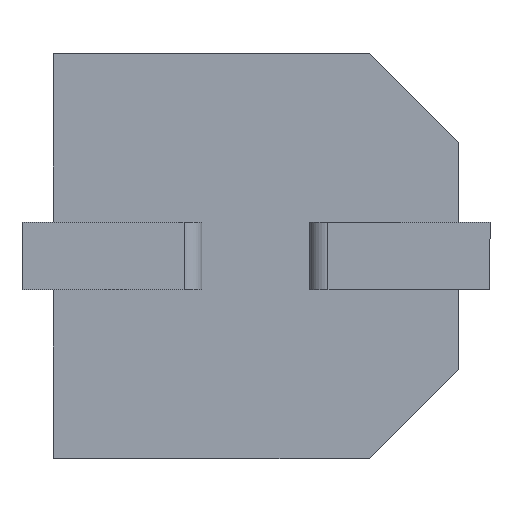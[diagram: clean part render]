
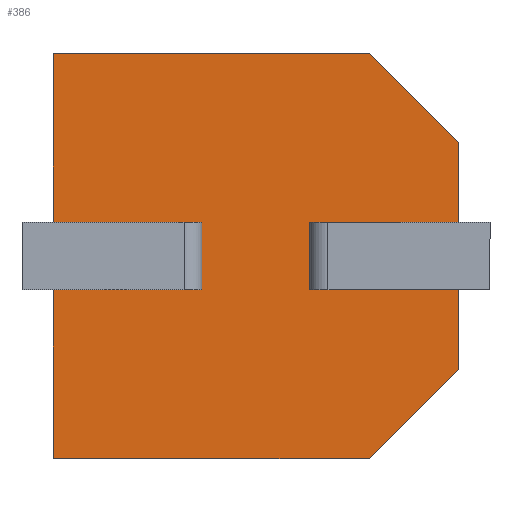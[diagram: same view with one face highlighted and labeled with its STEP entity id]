
A CAD part, front view. The second image highlights one B-rep face of the part: STEP entity #386.
In plain terms, the highlighted planar face has unit normal (0, -1, 0).
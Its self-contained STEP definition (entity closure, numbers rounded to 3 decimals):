
#17 = VECTOR ( 'NONE', #2429, 1000. ) ;
#23 = CARTESIAN_POINT ( 'NONE',  ( 4.5, 0., -3.508 ) ) ;
#164 = CARTESIAN_POINT ( 'NONE',  ( 3.508, 0., 0. ) ) ;
#170 = ORIENTED_EDGE ( 'NONE', *, *, #3505, .F. ) ;
#217 = LINE ( 'NONE', #2959, #17 ) ;
#268 = CARTESIAN_POINT ( 'NONE',  ( 0., 0., -1.875 ) ) ;
#302 = CARTESIAN_POINT ( 'NONE',  ( 0., 0., 0. ) ) ;
#321 = CARTESIAN_POINT ( 'NONE',  ( 3.508, 0., -4.5 ) ) ;
#322 = ORIENTED_EDGE ( 'NONE', *, *, #811, .F. ) ;
#340 = VERTEX_POINT ( 'NONE', #321 ) ;
#386 = ADVANCED_FACE ( 'NONE', ( #2849 ), #975, .F. ) ;
#412 = ORIENTED_EDGE ( 'NONE', *, *, #2674, .T. ) ;
#438 = DIRECTION ( 'NONE',  ( 0., 0., -1. ) ) ;
#447 = CARTESIAN_POINT ( 'NONE',  ( 2.85, 0., -2.625 ) ) ;
#454 = LINE ( 'NONE', #2327, #981 ) ;
#529 = EDGE_CURVE ( 'NONE', #340, #3119, #2585, .T. ) ;
#566 = DIRECTION ( 'NONE',  ( 0., 0., 1. ) ) ;
#584 = VECTOR ( 'NONE', #3355, 1000. ) ;
#647 = DIRECTION ( 'NONE',  ( 0.707, 0., 0.707 ) ) ;
#658 = CARTESIAN_POINT ( 'NONE',  ( 1.65, 0., -1.875 ) ) ;
#672 = CARTESIAN_POINT ( 'NONE',  ( 2.85, 0., -2.625 ) ) ;
#691 = ORIENTED_EDGE ( 'NONE', *, *, #1266, .T. ) ;
#727 = LINE ( 'NONE', #2974, #3261 ) ;
#751 = VECTOR ( 'NONE', #1735, 1000. ) ;
#781 = VERTEX_POINT ( 'NONE', #1249 ) ;
#811 = EDGE_CURVE ( 'NONE', #2815, #3119, #967, .T. ) ;
#841 = CARTESIAN_POINT ( 'NONE',  ( 0., 0., 0. ) ) ;
#850 = ORIENTED_EDGE ( 'NONE', *, *, #1777, .T. ) ;
#895 = EDGE_CURVE ( 'NONE', #2403, #2050, #2899, .T. ) ;
#906 = VERTEX_POINT ( 'NONE', #3449 ) ;
#967 = LINE ( 'NONE', #3129, #1316 ) ;
#971 = DIRECTION ( 'NONE',  ( -0.707, 0., 0.707 ) ) ;
#975 = PLANE ( 'NONE',  #1195 ) ;
#981 = VECTOR ( 'NONE', #971, 1000. ) ;
#997 = VECTOR ( 'NONE', #566, 1000. ) ;
#1067 = DIRECTION ( 'NONE',  ( 0., 0., -1. ) ) ;
#1099 = LINE ( 'NONE', #302, #2515 ) ;
#1181 = LINE ( 'NONE', #1977, #2472 ) ;
#1187 = CARTESIAN_POINT ( 'NONE',  ( 2.85, 0., -1.875 ) ) ;
#1195 = AXIS2_PLACEMENT_3D ( 'NONE', #3385, #1205, #2036 ) ;
#1205 = DIRECTION ( 'NONE',  ( 0., 1., 0. ) ) ;
#1249 = CARTESIAN_POINT ( 'NONE',  ( 4.5, 0., -1.875 ) ) ;
#1266 = EDGE_CURVE ( 'NONE', #2702, #2222, #454, .T. ) ;
#1282 = VECTOR ( 'NONE', #3230, 1000. ) ;
#1316 = VECTOR ( 'NONE', #438, 1000. ) ;
#1332 = LINE ( 'NONE', #3503, #1282 ) ;
#1359 = DIRECTION ( 'NONE',  ( 0., 0., -1. ) ) ;
#1369 = CARTESIAN_POINT ( 'NONE',  ( 1.65, 0., -1.875 ) ) ;
#1371 = VERTEX_POINT ( 'NONE', #3175 ) ;
#1412 = EDGE_CURVE ( 'NONE', #1964, #2222, #217, .T. ) ;
#1450 = VECTOR ( 'NONE', #1660, 1000. ) ;
#1541 = CARTESIAN_POINT ( 'NONE',  ( 0., 0., 0. ) ) ;
#1660 = DIRECTION ( 'NONE',  ( 0., 0., -1. ) ) ;
#1735 = DIRECTION ( 'NONE',  ( 1., 0., 0. ) ) ;
#1753 = LINE ( 'NONE', #672, #751 ) ;
#1777 = EDGE_CURVE ( 'NONE', #3049, #340, #3375, .T. ) ;
#1793 = VECTOR ( 'NONE', #1067, 1000. ) ;
#1802 = EDGE_CURVE ( 'NONE', #3246, #2815, #1753, .T. ) ;
#1862 = LINE ( 'NONE', #2929, #1793 ) ;
#1868 = ORIENTED_EDGE ( 'NONE', *, *, #2274, .T. ) ;
#1873 = CARTESIAN_POINT ( 'NONE',  ( 0., 0., -4.5 ) ) ;
#1884 = LINE ( 'NONE', #2146, #997 ) ;
#1948 = VERTEX_POINT ( 'NONE', #1187 ) ;
#1964 = VERTEX_POINT ( 'NONE', #1541 ) ;
#1977 = CARTESIAN_POINT ( 'NONE',  ( 1.65, 0., -2.625 ) ) ;
#2017 = ORIENTED_EDGE ( 'NONE', *, *, #2675, .F. ) ;
#2034 = CARTESIAN_POINT ( 'NONE',  ( 4.5, 0., -3.508 ) ) ;
#2036 = DIRECTION ( 'NONE',  ( 0., 0., 1. ) ) ;
#2050 = VERTEX_POINT ( 'NONE', #268 ) ;
#2146 = CARTESIAN_POINT ( 'NONE',  ( 2.85, 0., -2.625 ) ) ;
#2161 = EDGE_LOOP ( 'NONE', ( #2609, #1868, #2303, #2017, #691, #2535, #412, #2554, #170, #2662, #3106, #850, #3094, #322 ) ) ;
#2170 = VECTOR ( 'NONE', #647, 1000. ) ;
#2222 = VERTEX_POINT ( 'NONE', #164 ) ;
#2274 = EDGE_CURVE ( 'NONE', #3246, #1948, #1884, .T. ) ;
#2303 = ORIENTED_EDGE ( 'NONE', *, *, #3326, .T. ) ;
#2327 = CARTESIAN_POINT ( 'NONE',  ( 3.508, 0., 0. ) ) ;
#2403 = VERTEX_POINT ( 'NONE', #658 ) ;
#2429 = DIRECTION ( 'NONE',  ( 1., 0., 0. ) ) ;
#2472 = VECTOR ( 'NONE', #2509, 1000. ) ;
#2509 = DIRECTION ( 'NONE',  ( 0., 0., 1. ) ) ;
#2515 = VECTOR ( 'NONE', #1359, 1000. ) ;
#2535 = ORIENTED_EDGE ( 'NONE', *, *, #1412, .F. ) ;
#2554 = ORIENTED_EDGE ( 'NONE', *, *, #895, .F. ) ;
#2565 = EDGE_CURVE ( 'NONE', #906, #3049, #3003, .T. ) ;
#2585 = LINE ( 'NONE', #2034, #2170 ) ;
#2609 = ORIENTED_EDGE ( 'NONE', *, *, #1802, .F. ) ;
#2662 = ORIENTED_EDGE ( 'NONE', *, *, #3088, .T. ) ;
#2674 = EDGE_CURVE ( 'NONE', #1964, #2050, #1099, .T. ) ;
#2675 = EDGE_CURVE ( 'NONE', #2702, #781, #1862, .T. ) ;
#2702 = VERTEX_POINT ( 'NONE', #3458 ) ;
#2815 = VERTEX_POINT ( 'NONE', #2941 ) ;
#2849 = FACE_OUTER_BOUND ( 'NONE', #2161, .T. ) ;
#2899 = LINE ( 'NONE', #1369, #2963 ) ;
#2929 = CARTESIAN_POINT ( 'NONE',  ( 4.5, 0., 0. ) ) ;
#2941 = CARTESIAN_POINT ( 'NONE',  ( 4.5, 0., -2.625 ) ) ;
#2959 = CARTESIAN_POINT ( 'NONE',  ( 0., 0., 0. ) ) ;
#2963 = VECTOR ( 'NONE', #3014, 1000. ) ;
#2974 = CARTESIAN_POINT ( 'NONE',  ( 1.65, 0., -2.625 ) ) ;
#3003 = LINE ( 'NONE', #841, #1450 ) ;
#3014 = DIRECTION ( 'NONE',  ( -1., 0., 0. ) ) ;
#3049 = VERTEX_POINT ( 'NONE', #1873 ) ;
#3088 = EDGE_CURVE ( 'NONE', #1371, #906, #727, .T. ) ;
#3094 = ORIENTED_EDGE ( 'NONE', *, *, #529, .T. ) ;
#3106 = ORIENTED_EDGE ( 'NONE', *, *, #2565, .T. ) ;
#3107 = CARTESIAN_POINT ( 'NONE',  ( 0., 0., -4.5 ) ) ;
#3119 = VERTEX_POINT ( 'NONE', #23 ) ;
#3129 = CARTESIAN_POINT ( 'NONE',  ( 4.5, 0., 0. ) ) ;
#3175 = CARTESIAN_POINT ( 'NONE',  ( 1.65, 0., -2.625 ) ) ;
#3207 = DIRECTION ( 'NONE',  ( -1., 0., 0. ) ) ;
#3230 = DIRECTION ( 'NONE',  ( 1., 0., 0. ) ) ;
#3246 = VERTEX_POINT ( 'NONE', #447 ) ;
#3261 = VECTOR ( 'NONE', #3207, 1000. ) ;
#3326 = EDGE_CURVE ( 'NONE', #1948, #781, #1332, .T. ) ;
#3355 = DIRECTION ( 'NONE',  ( 1., 0., 0. ) ) ;
#3375 = LINE ( 'NONE', #3107, #584 ) ;
#3385 = CARTESIAN_POINT ( 'NONE',  ( 0., 0., 0. ) ) ;
#3449 = CARTESIAN_POINT ( 'NONE',  ( 0., 0., -2.625 ) ) ;
#3458 = CARTESIAN_POINT ( 'NONE',  ( 4.5, 0., -0.992 ) ) ;
#3503 = CARTESIAN_POINT ( 'NONE',  ( 2.85, 0., -1.875 ) ) ;
#3505 = EDGE_CURVE ( 'NONE', #1371, #2403, #1181, .T. ) ;
